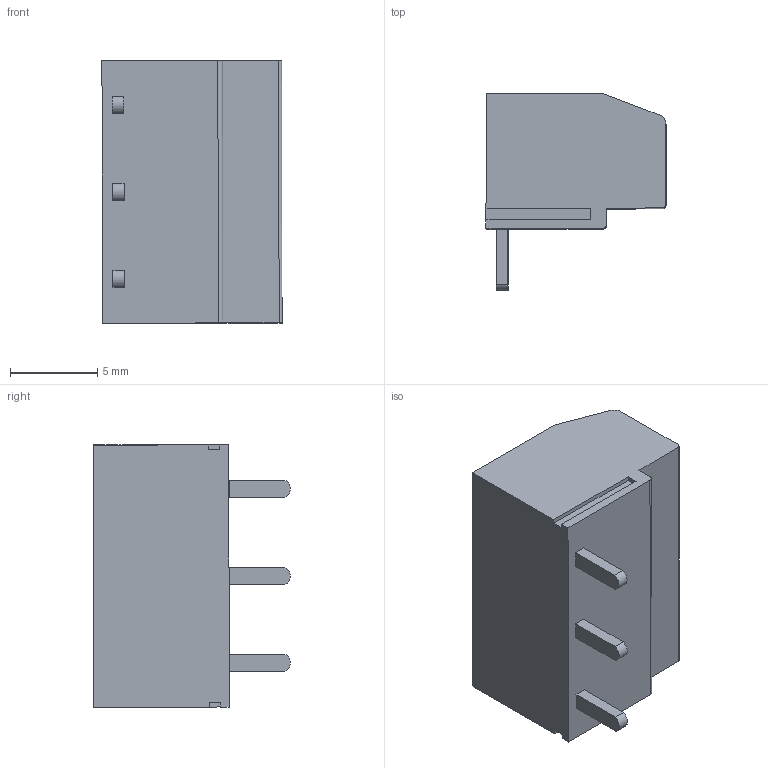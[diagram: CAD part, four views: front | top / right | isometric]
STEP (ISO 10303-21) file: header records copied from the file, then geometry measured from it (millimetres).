
FILE_DESCRIPTION(/* description */ (''),/* implementation_level */ '2;1');
FILE_NAME(/* name */ 'TB003V_500 v2.step',/* time_stamp */ '2019-09-24T14:04:07+01:00',/* author */ (''),/* organization */ (''),/* preprocessor_version */ 'ST-DEVELOPER v18',/* originating_system */ 'Autodesk Translation Framework v8.2.0.1029',/* authorisation */ '');
FILE_SCHEMA (('AUTOMOTIVE_DESIGN { 1 0 10303 214 3 1 1 }'));
Length unit declared in the file: millimetre
Products named in the file (1): TB003V_500
Bounding box: 10.3 x 11.27 x 15.03 mm (x, y, z)
Volume: 971 mm3; surface area: 904.2 mm2
Topology: 4 solids, 4 shells, 124 faces, 311 edges, 204 vertices
Faces by surface type: plane 103, cylinder 15, torus 6
Full cylindrical faces by diameter (mm): 3.627 x3, 3.955 x3
Entity records: 3849 total; most frequent: CARTESIAN_POINT 748, ORIENTED_EDGE 622, DIRECTION 597, EDGE_CURVE 311, LINE 251, VECTOR 251, VERTEX_POINT 204, AXIS2_PLACEMENT_3D 173
